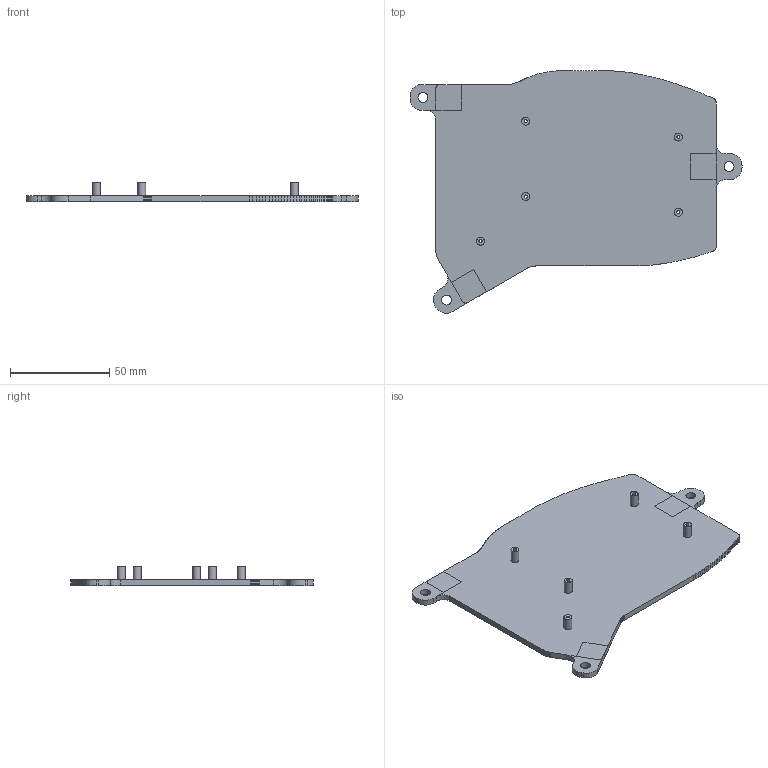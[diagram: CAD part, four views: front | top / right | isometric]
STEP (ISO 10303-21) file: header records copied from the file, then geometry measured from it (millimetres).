
FILE_DESCRIPTION(('FreeCAD Model'),'2;1');
FILE_NAME('Open CASCADE Shape Model','2021-10-26T11:50:25',('Author'),( ''),'Open CASCADE STEP processor 7.4','FreeCAD','Unknown');
FILE_SCHEMA(('AUTOMOTIVE_DESIGN { 1 0 10303 214 1 1 1 1 }'));
Length unit declared in the file: millimetre
Products named in the file (1): Bottom
Bounding box: 167.4 x 122.39 x 9.6 mm (x, y, z)
Volume: 42376.8 mm3; surface area: 30439.3 mm2
Topology: 1 solids, 1 shells, 283 faces, 857 edges, 586 vertices
Faces by surface type: extrusion 227, plane 33, cylinder 19, bspline 4
Full cylindrical faces by diameter (mm): 1.6 x5, 4 x5, 5 x3
Entity records: 20767 total; most frequent: CARTESIAN_POINT 5870, DIRECTION 1790, ORIENTED_EDGE 1714, PCURVE 1714, DEFINITIONAL_REPRESENTATION 1714, VECTOR 1583, LINE 1356, B_SPLINE_CURVE_WITH_KNOTS 1341
